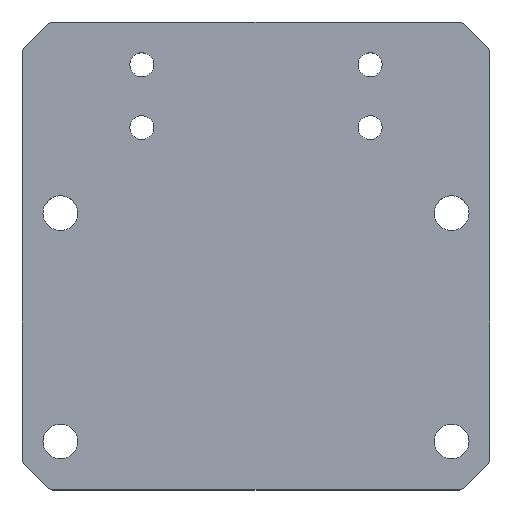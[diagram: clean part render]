
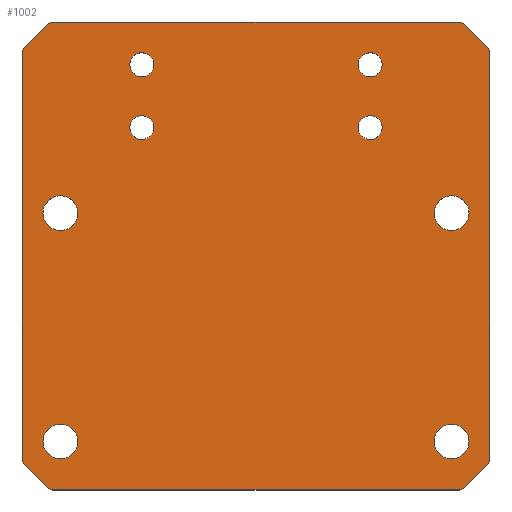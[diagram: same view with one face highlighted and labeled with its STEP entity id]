
A CAD part, top view. The second image highlights one B-rep face of the part: STEP entity #1002.
In plain terms, the highlighted planar face has unit normal (0, 0, 1).
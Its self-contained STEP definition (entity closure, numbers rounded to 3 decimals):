
#32=CARTESIAN_POINT('',(43.9,37.086,5.));
#33=VERTEX_POINT('',#32);
#42=CARTESIAN_POINT('',(48.1,37.086,5.));
#43=VERTEX_POINT('',#42);
#44=CARTESIAN_POINT('',(46.,37.086,5.));
#45=DIRECTION('',(0.,0.,-1.));
#46=DIRECTION('',(1.,0.,0.));
#47=AXIS2_PLACEMENT_3D('',#44,#45,#46);
#48=CIRCLE('',#47,2.1);
#49=EDGE_CURVE('',#43,#33,#48,.T.);
#51=CARTESIAN_POINT('',(46.,37.086,5.));
#52=DIRECTION('',(0.,0.,-1.));
#53=DIRECTION('',(1.,0.,0.));
#54=AXIS2_PLACEMENT_3D('',#51,#52,#53);
#55=CIRCLE('',#54,2.1);
#56=EDGE_CURVE('',#33,#43,#55,.T.);
#83=CARTESIAN_POINT('',(57.236,22.086,5.));
#84=VERTEX_POINT('',#83);
#93=CARTESIAN_POINT('',(63.336,22.086,5.));
#94=VERTEX_POINT('',#93);
#95=CARTESIAN_POINT('',(60.286,22.086,5.));
#96=DIRECTION('',(0.,0.,-1.));
#97=DIRECTION('',(1.,0.,0.));
#98=AXIS2_PLACEMENT_3D('',#95,#96,#97);
#99=CIRCLE('',#98,3.05);
#100=EDGE_CURVE('',#94,#84,#99,.T.);
#102=CARTESIAN_POINT('',(60.286,22.086,5.));
#103=DIRECTION('',(0.,0.,-1.));
#104=DIRECTION('',(1.,0.,0.));
#105=AXIS2_PLACEMENT_3D('',#102,#103,#104);
#106=CIRCLE('',#105,3.05);
#107=EDGE_CURVE('',#84,#94,#106,.T.);
#134=CARTESIAN_POINT('',(-11.336,-17.914,5.));
#135=VERTEX_POINT('',#134);
#144=CARTESIAN_POINT('',(-5.236,-17.914,5.));
#145=VERTEX_POINT('',#144);
#146=CARTESIAN_POINT('',(-8.286,-17.914,5.));
#147=DIRECTION('',(0.,0.,-1.));
#148=DIRECTION('',(1.,0.,0.));
#149=AXIS2_PLACEMENT_3D('',#146,#147,#148);
#150=CIRCLE('',#149,3.05);
#151=EDGE_CURVE('',#145,#135,#150,.T.);
#153=CARTESIAN_POINT('',(-8.286,-17.914,5.));
#154=DIRECTION('',(0.,0.,-1.));
#155=DIRECTION('',(1.,0.,0.));
#156=AXIS2_PLACEMENT_3D('',#153,#154,#155);
#157=CIRCLE('',#156,3.05);
#158=EDGE_CURVE('',#135,#145,#157,.T.);
#185=CARTESIAN_POINT('',(57.236,-17.914,5.));
#186=VERTEX_POINT('',#185);
#195=CARTESIAN_POINT('',(63.336,-17.914,5.));
#196=VERTEX_POINT('',#195);
#197=CARTESIAN_POINT('',(60.286,-17.914,5.));
#198=DIRECTION('',(0.,0.,-1.));
#199=DIRECTION('',(1.,0.,0.));
#200=AXIS2_PLACEMENT_3D('',#197,#198,#199);
#201=CIRCLE('',#200,3.05);
#202=EDGE_CURVE('',#196,#186,#201,.T.);
#204=CARTESIAN_POINT('',(60.286,-17.914,5.));
#205=DIRECTION('',(0.,0.,-1.));
#206=DIRECTION('',(1.,0.,0.));
#207=AXIS2_PLACEMENT_3D('',#204,#205,#206);
#208=CIRCLE('',#207,3.05);
#209=EDGE_CURVE('',#186,#196,#208,.T.);
#236=CARTESIAN_POINT('',(-11.336,22.086,5.));
#237=VERTEX_POINT('',#236);
#246=CARTESIAN_POINT('',(-5.236,22.086,5.));
#247=VERTEX_POINT('',#246);
#248=CARTESIAN_POINT('',(-8.286,22.086,5.));
#249=DIRECTION('',(0.,0.,-1.));
#250=DIRECTION('',(1.,0.,0.));
#251=AXIS2_PLACEMENT_3D('',#248,#249,#250);
#252=CIRCLE('',#251,3.05);
#253=EDGE_CURVE('',#247,#237,#252,.T.);
#255=CARTESIAN_POINT('',(-8.286,22.086,5.));
#256=DIRECTION('',(0.,0.,-1.));
#257=DIRECTION('',(1.,0.,0.));
#258=AXIS2_PLACEMENT_3D('',#255,#256,#257);
#259=CIRCLE('',#258,3.05);
#260=EDGE_CURVE('',#237,#247,#259,.T.);
#287=CARTESIAN_POINT('',(43.9,48.086,5.));
#288=VERTEX_POINT('',#287);
#297=CARTESIAN_POINT('',(48.1,48.086,5.));
#298=VERTEX_POINT('',#297);
#299=CARTESIAN_POINT('',(46.,48.086,5.));
#300=DIRECTION('',(0.,0.,-1.));
#301=DIRECTION('',(1.,0.,0.));
#302=AXIS2_PLACEMENT_3D('',#299,#300,#301);
#303=CIRCLE('',#302,2.1);
#304=EDGE_CURVE('',#298,#288,#303,.T.);
#306=CARTESIAN_POINT('',(46.,48.086,5.));
#307=DIRECTION('',(0.,0.,-1.));
#308=DIRECTION('',(1.,0.,0.));
#309=AXIS2_PLACEMENT_3D('',#306,#307,#308);
#310=CIRCLE('',#309,2.1);
#311=EDGE_CURVE('',#288,#298,#310,.T.);
#338=CARTESIAN_POINT('',(3.9,48.086,5.));
#339=VERTEX_POINT('',#338);
#348=CARTESIAN_POINT('',(8.1,48.086,5.));
#349=VERTEX_POINT('',#348);
#350=CARTESIAN_POINT('',(6.,48.086,5.));
#351=DIRECTION('',(0.,0.,-1.));
#352=DIRECTION('',(1.,0.,0.));
#353=AXIS2_PLACEMENT_3D('',#350,#351,#352);
#354=CIRCLE('',#353,2.1);
#355=EDGE_CURVE('',#349,#339,#354,.T.);
#357=CARTESIAN_POINT('',(6.,48.086,5.));
#358=DIRECTION('',(0.,0.,-1.));
#359=DIRECTION('',(1.,0.,0.));
#360=AXIS2_PLACEMENT_3D('',#357,#358,#359);
#361=CIRCLE('',#360,2.1);
#362=EDGE_CURVE('',#339,#349,#361,.T.);
#389=CARTESIAN_POINT('',(3.9,37.086,5.));
#390=VERTEX_POINT('',#389);
#399=CARTESIAN_POINT('',(8.1,37.086,5.));
#400=VERTEX_POINT('',#399);
#401=CARTESIAN_POINT('',(6.,37.086,5.));
#402=DIRECTION('',(0.,0.,-1.));
#403=DIRECTION('',(1.,0.,0.));
#404=AXIS2_PLACEMENT_3D('',#401,#402,#403);
#405=CIRCLE('',#404,2.1);
#406=EDGE_CURVE('',#400,#390,#405,.T.);
#408=CARTESIAN_POINT('',(6.,37.086,5.));
#409=DIRECTION('',(0.,0.,-1.));
#410=DIRECTION('',(1.,0.,0.));
#411=AXIS2_PLACEMENT_3D('',#408,#409,#410);
#412=CIRCLE('',#411,2.1);
#413=EDGE_CURVE('',#390,#400,#412,.T.);
#440=CARTESIAN_POINT('',(66.707,50.879,5.));
#441=VERTEX_POINT('',#440);
#442=CARTESIAN_POINT('',(67.,50.172,5.));
#443=VERTEX_POINT('',#442);
#444=CARTESIAN_POINT('',(66.,50.172,5.));
#445=DIRECTION('',(0.,0.,-1.));
#446=DIRECTION('',(1.,0.,0.));
#447=AXIS2_PLACEMENT_3D('',#444,#445,#446);
#448=CIRCLE('',#447,1.);
#449=EDGE_CURVE('',#441,#443,#448,.T.);
#482=CARTESIAN_POINT('',(67.,-21.,5.));
#483=VERTEX_POINT('',#482);
#484=CARTESIAN_POINT('',(67.,50.172,5.));
#485=DIRECTION('',(0.,-1.,0.));
#486=VECTOR('',#485,711.716);
#487=LINE('',#484,#486);
#488=EDGE_CURVE('',#443,#483,#487,.T.);
#513=CARTESIAN_POINT('',(66.707,-21.707,5.));
#514=VERTEX_POINT('',#513);
#515=CARTESIAN_POINT('',(66.,-21.,5.));
#516=DIRECTION('',(0.,0.,-1.));
#517=DIRECTION('',(1.,0.,0.));
#518=AXIS2_PLACEMENT_3D('',#515,#516,#517);
#519=CIRCLE('',#518,1.);
#520=EDGE_CURVE('',#483,#514,#519,.T.);
#546=CARTESIAN_POINT('',(62.293,-26.121,5.));
#547=VERTEX_POINT('',#546);
#548=CARTESIAN_POINT('',(66.707,-21.707,5.));
#549=DIRECTION('',(-0.707,-0.707,0.));
#550=VECTOR('',#549,62.426);
#551=LINE('',#548,#550);
#552=EDGE_CURVE('',#514,#547,#551,.T.);
#577=CARTESIAN_POINT('',(61.586,-26.414,5.));
#578=VERTEX_POINT('',#577);
#579=CARTESIAN_POINT('',(61.586,-25.414,5.));
#580=DIRECTION('',(0.,0.,-1.));
#581=DIRECTION('',(1.,0.,0.));
#582=AXIS2_PLACEMENT_3D('',#579,#580,#581);
#583=CIRCLE('',#582,1.);
#584=EDGE_CURVE('',#547,#578,#583,.T.);
#610=CARTESIAN_POINT('',(-9.586,-26.414,5.));
#611=VERTEX_POINT('',#610);
#612=CARTESIAN_POINT('',(61.586,-26.414,5.));
#613=DIRECTION('',(-1.,0.,0.));
#614=VECTOR('',#613,711.716);
#615=LINE('',#612,#614);
#616=EDGE_CURVE('',#578,#611,#615,.T.);
#641=CARTESIAN_POINT('',(-10.293,-26.121,5.));
#642=VERTEX_POINT('',#641);
#643=CARTESIAN_POINT('',(-9.586,-25.414,5.));
#644=DIRECTION('',(0.,0.,-1.));
#645=DIRECTION('',(1.,0.,0.));
#646=AXIS2_PLACEMENT_3D('',#643,#644,#645);
#647=CIRCLE('',#646,1.);
#648=EDGE_CURVE('',#611,#642,#647,.T.);
#674=CARTESIAN_POINT('',(-14.707,-21.707,5.));
#675=VERTEX_POINT('',#674);
#676=CARTESIAN_POINT('',(-10.293,-26.121,5.));
#677=DIRECTION('',(-0.707,0.707,0.));
#678=VECTOR('',#677,62.426);
#679=LINE('',#676,#678);
#680=EDGE_CURVE('',#642,#675,#679,.T.);
#705=CARTESIAN_POINT('',(-15.,-21.,5.));
#706=VERTEX_POINT('',#705);
#707=CARTESIAN_POINT('',(-14.,-21.,5.));
#708=DIRECTION('',(0.,0.,-1.));
#709=DIRECTION('',(1.,0.,0.));
#710=AXIS2_PLACEMENT_3D('',#707,#708,#709);
#711=CIRCLE('',#710,1.);
#712=EDGE_CURVE('',#675,#706,#711,.T.);
#738=CARTESIAN_POINT('',(-15.,50.172,5.));
#739=VERTEX_POINT('',#738);
#740=CARTESIAN_POINT('',(-15.,-21.,5.));
#741=DIRECTION('',(-0.,1.,0.));
#742=VECTOR('',#741,711.716);
#743=LINE('',#740,#742);
#744=EDGE_CURVE('',#706,#739,#743,.T.);
#769=CARTESIAN_POINT('',(-14.707,50.879,5.));
#770=VERTEX_POINT('',#769);
#771=CARTESIAN_POINT('',(-14.,50.172,5.));
#772=DIRECTION('',(0.,0.,-1.));
#773=DIRECTION('',(1.,0.,0.));
#774=AXIS2_PLACEMENT_3D('',#771,#772,#773);
#775=CIRCLE('',#774,1.);
#776=EDGE_CURVE('',#739,#770,#775,.T.);
#802=CARTESIAN_POINT('',(-10.293,55.293,5.));
#803=VERTEX_POINT('',#802);
#804=CARTESIAN_POINT('',(-14.707,50.879,5.));
#805=DIRECTION('',(0.707,0.707,0.));
#806=VECTOR('',#805,62.426);
#807=LINE('',#804,#806);
#808=EDGE_CURVE('',#770,#803,#807,.T.);
#833=CARTESIAN_POINT('',(-9.586,55.586,5.));
#834=VERTEX_POINT('',#833);
#835=CARTESIAN_POINT('',(-9.586,54.586,5.));
#836=DIRECTION('',(0.,0.,-1.));
#837=DIRECTION('',(1.,0.,0.));
#838=AXIS2_PLACEMENT_3D('',#835,#836,#837);
#839=CIRCLE('',#838,1.);
#840=EDGE_CURVE('',#803,#834,#839,.T.);
#866=CARTESIAN_POINT('',(61.586,55.586,5.));
#867=VERTEX_POINT('',#866);
#868=CARTESIAN_POINT('',(-9.586,55.586,5.));
#869=DIRECTION('',(1.,0.,-0.));
#870=VECTOR('',#869,711.716);
#871=LINE('',#868,#870);
#872=EDGE_CURVE('',#834,#867,#871,.T.);
#897=CARTESIAN_POINT('',(62.293,55.293,5.));
#898=VERTEX_POINT('',#897);
#899=CARTESIAN_POINT('',(61.586,54.586,5.));
#900=DIRECTION('',(0.,0.,-1.));
#901=DIRECTION('',(1.,0.,0.));
#902=AXIS2_PLACEMENT_3D('',#899,#900,#901);
#903=CIRCLE('',#902,1.);
#904=EDGE_CURVE('',#867,#898,#903,.T.);
#930=CARTESIAN_POINT('',(62.293,55.293,5.));
#931=DIRECTION('',(0.707,-0.707,0.));
#932=VECTOR('',#931,62.426);
#933=LINE('',#930,#932);
#934=EDGE_CURVE('',#898,#441,#933,.T.);
#947=CARTESIAN_POINT('',(26.,14.586,5.));
#948=DIRECTION('',(0.,0.,1.));
#949=DIRECTION('',(1.,0.,0.));
#950=AXIS2_PLACEMENT_3D('',#947,#948,#949);
#951=PLANE('',#950);
#952=ORIENTED_EDGE('',*,*,#49,.T.);
#953=ORIENTED_EDGE('',*,*,#56,.T.);
#954=EDGE_LOOP('',(#952,#953));
#955=FACE_BOUND('',#954,.T.);
#956=ORIENTED_EDGE('',*,*,#100,.T.);
#957=ORIENTED_EDGE('',*,*,#107,.T.);
#958=EDGE_LOOP('',(#956,#957));
#959=FACE_BOUND('',#958,.T.);
#960=ORIENTED_EDGE('',*,*,#151,.T.);
#961=ORIENTED_EDGE('',*,*,#158,.T.);
#962=EDGE_LOOP('',(#960,#961));
#963=FACE_BOUND('',#962,.T.);
#964=ORIENTED_EDGE('',*,*,#202,.T.);
#965=ORIENTED_EDGE('',*,*,#209,.T.);
#966=EDGE_LOOP('',(#964,#965));
#967=FACE_BOUND('',#966,.T.);
#968=ORIENTED_EDGE('',*,*,#253,.T.);
#969=ORIENTED_EDGE('',*,*,#260,.T.);
#970=EDGE_LOOP('',(#968,#969));
#971=FACE_BOUND('',#970,.T.);
#972=ORIENTED_EDGE('',*,*,#304,.T.);
#973=ORIENTED_EDGE('',*,*,#311,.T.);
#974=EDGE_LOOP('',(#972,#973));
#975=FACE_BOUND('',#974,.T.);
#976=ORIENTED_EDGE('',*,*,#355,.T.);
#977=ORIENTED_EDGE('',*,*,#362,.T.);
#978=EDGE_LOOP('',(#976,#977));
#979=FACE_BOUND('',#978,.T.);
#980=ORIENTED_EDGE('',*,*,#406,.T.);
#981=ORIENTED_EDGE('',*,*,#413,.T.);
#982=EDGE_LOOP('',(#980,#981));
#983=FACE_BOUND('',#982,.T.);
#984=ORIENTED_EDGE('',*,*,#449,.F.);
#985=ORIENTED_EDGE('',*,*,#934,.F.);
#986=ORIENTED_EDGE('',*,*,#904,.F.);
#987=ORIENTED_EDGE('',*,*,#872,.F.);
#988=ORIENTED_EDGE('',*,*,#840,.F.);
#989=ORIENTED_EDGE('',*,*,#808,.F.);
#990=ORIENTED_EDGE('',*,*,#776,.F.);
#991=ORIENTED_EDGE('',*,*,#744,.F.);
#992=ORIENTED_EDGE('',*,*,#712,.F.);
#993=ORIENTED_EDGE('',*,*,#680,.F.);
#994=ORIENTED_EDGE('',*,*,#648,.F.);
#995=ORIENTED_EDGE('',*,*,#616,.F.);
#996=ORIENTED_EDGE('',*,*,#584,.F.);
#997=ORIENTED_EDGE('',*,*,#552,.F.);
#998=ORIENTED_EDGE('',*,*,#520,.F.);
#999=ORIENTED_EDGE('',*,*,#488,.F.);
#1000=EDGE_LOOP('',(#984,#985,#986,#987,#988,#989,#990,#991,#992,#993,#994,#995,#996,#997,#998,#999));
#1001=FACE_BOUND('',#1000,.T.);
#1002=ADVANCED_FACE('',(#955,#959,#963,#967,#971,#975,#979,#983,#1001),#951,.T.);
